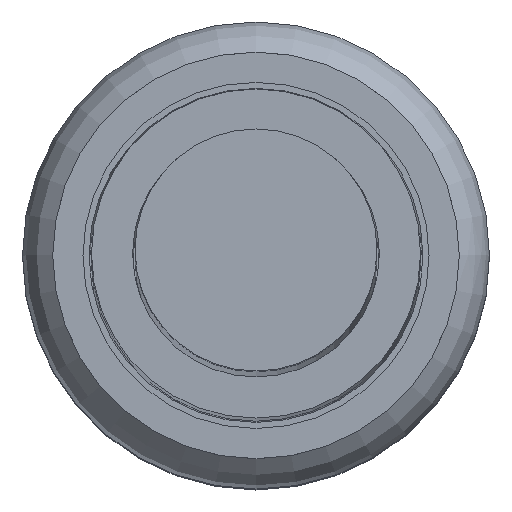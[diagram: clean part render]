
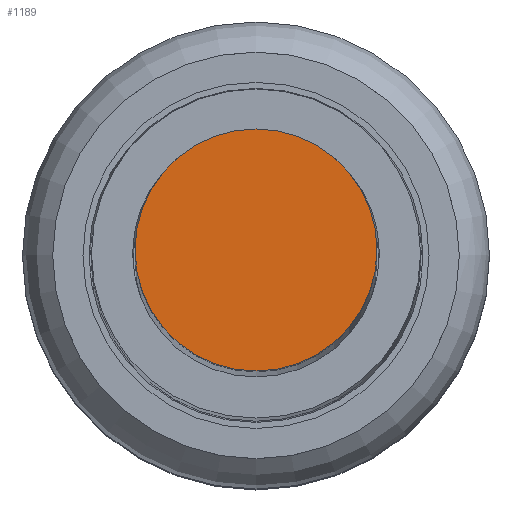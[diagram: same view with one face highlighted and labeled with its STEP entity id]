
A CAD part, top view. The second image highlights one B-rep face of the part: STEP entity #1189.
In plain terms, the highlighted planar face has unit normal (0, 0, 1).
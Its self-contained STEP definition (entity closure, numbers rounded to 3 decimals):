
#1069 = CYLINDRICAL_SURFACE('',#1070,0.5);
#1070 = AXIS2_PLACEMENT_3D('',#1071,#1072,#1073);
#1071 = CARTESIAN_POINT('',(0.,0.,31.35));
#1072 = DIRECTION('',(0.,0.,1.));
#1073 = DIRECTION('',(1.,0.,0.));
#1134 = EDGE_CURVE('',#1135,#1135,#1137,.T.);
#1135 = VERTEX_POINT('',#1136);
#1136 = CARTESIAN_POINT('',(0.5,0.,33.35));
#1137 = SURFACE_CURVE('',#1138,(#1143,#1150),.PCURVE_S1.);
#1138 = CIRCLE('',#1139,0.5);
#1139 = AXIS2_PLACEMENT_3D('',#1140,#1141,#1142);
#1140 = CARTESIAN_POINT('',(0.,0.,33.35));
#1141 = DIRECTION('',(0.,0.,1.));
#1142 = DIRECTION('',(1.,0.,0.));
#1143 = PCURVE('',#1069,#1144);
#1144 = DEFINITIONAL_REPRESENTATION('',(#1145),#1149);
#1145 = LINE('',#1146,#1147);
#1146 = CARTESIAN_POINT('',(0.,2.));
#1147 = VECTOR('',#1148,1.);
#1148 = DIRECTION('',(1.,0.));
#1149 = ( GEOMETRIC_REPRESENTATION_CONTEXT(2) 
PARAMETRIC_REPRESENTATION_CONTEXT() REPRESENTATION_CONTEXT('2D SPACE',''
  ) );
#1150 = PCURVE('',#1151,#1156);
#1151 = PLANE('',#1152);
#1152 = AXIS2_PLACEMENT_3D('',#1153,#1154,#1155);
#1153 = CARTESIAN_POINT('',(0.,0.,33.35));
#1154 = DIRECTION('',(0.,0.,1.));
#1155 = DIRECTION('',(1.,0.,0.));
#1156 = DEFINITIONAL_REPRESENTATION('',(#1157),#1161);
#1157 = CIRCLE('',#1158,0.5);
#1158 = AXIS2_PLACEMENT_2D('',#1159,#1160);
#1159 = CARTESIAN_POINT('',(0.,0.));
#1160 = DIRECTION('',(1.,0.));
#1161 = ( GEOMETRIC_REPRESENTATION_CONTEXT(2) 
PARAMETRIC_REPRESENTATION_CONTEXT() REPRESENTATION_CONTEXT('2D SPACE',''
  ) );
#1189 = ADVANCED_FACE('',(#1190),#1151,.T.);
#1190 = FACE_BOUND('',#1191,.T.);
#1191 = EDGE_LOOP('',(#1192));
#1192 = ORIENTED_EDGE('',*,*,#1134,.T.);
